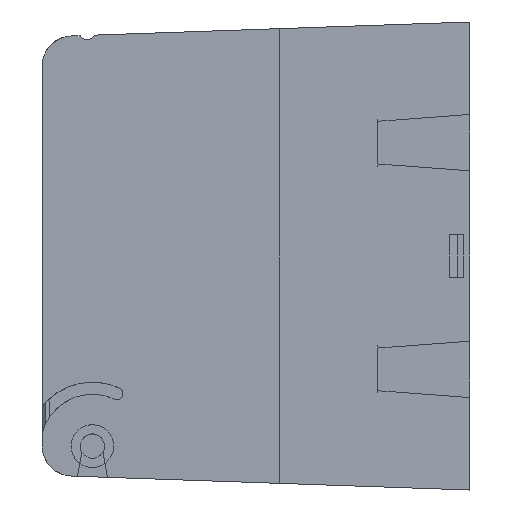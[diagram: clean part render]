
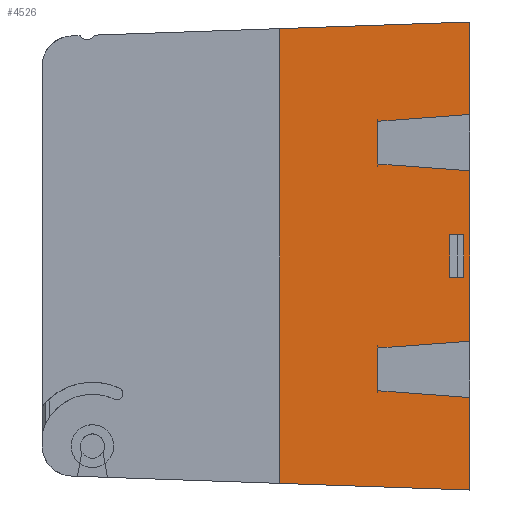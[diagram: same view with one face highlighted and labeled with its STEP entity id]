
A CAD part, left-side view. The second image highlights one B-rep face of the part: STEP entity #4526.
In plain terms, the highlighted planar face has unit normal (1, 0, 0).
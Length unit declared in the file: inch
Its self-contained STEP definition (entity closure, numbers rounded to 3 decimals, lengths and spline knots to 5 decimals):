
#528 = LINE ( 'NONE', #9869, #28628 ) ;
#575 = CARTESIAN_POINT ( 'NONE',  ( -3.255, 0.604, 0.60477 ) ) ;
#610 = EDGE_CURVE ( 'NONE', #35479, #1689, #12636, .T. ) ;
#781 = DIRECTION ( 'NONE',  ( 0., 0., 1. ) ) ;
#915 = LINE ( 'NONE', #43573, #20432 ) ;
#1132 = VERTEX_POINT ( 'NONE', #12395 ) ;
#1689 = VERTEX_POINT ( 'NONE', #29235 ) ;
#2090 = VECTOR ( 'NONE', #30914, 39.37008 ) ;
#2404 = EDGE_CURVE ( 'NONE', #1689, #37170, #2623, .T. ) ;
#2432 = FACE_BOUND ( 'NONE', #6135, .T. ) ;
#2513 = CARTESIAN_POINT ( 'NONE',  ( -3.255, 0., 0.56 ) ) ;
#2623 = LINE ( 'NONE', #12853, #40259 ) ;
#2889 = VECTOR ( 'NONE', #35303, 39.37008 ) ;
#2906 = DIRECTION ( 'NONE',  ( 0., -0.997, 0.074 ) ) ;
#4333 = ORIENTED_EDGE ( 'NONE', *, *, #5188, .F. ) ;
#4476 = LINE ( 'NONE', #31525, #23918 ) ;
#4526 = ADVANCED_FACE ( 'NONE', ( #2432, #40073 ), #27323, .F. ) ;
#4528 = VECTOR ( 'NONE', #14771, 39.37008 ) ;
#4560 = CARTESIAN_POINT ( 'NONE',  ( -3.255, 0.133, -0.5 ) ) ;
#4601 = ORIENTED_EDGE ( 'NONE', *, *, #2404, .F. ) ;
#4677 = VERTEX_POINT ( 'NONE', #22486 ) ;
#4681 = CARTESIAN_POINT ( 'NONE',  ( -3.255, 0.594, -0.14 ) ) ;
#5176 = LINE ( 'NONE', #11608, #22352 ) ;
#5188 = EDGE_CURVE ( 'NONE', #24672, #34710, #5176, .T. ) ;
#5507 = LINE ( 'NONE', #13205, #15267 ) ;
#6135 = EDGE_LOOP ( 'NONE', ( #18905, #24726, #25837, #4601 ) ) ;
#6163 = LINE ( 'NONE', #43622, #24464 ) ;
#6471 = EDGE_CURVE ( 'NONE', #33559, #36787, #6163, .T. ) ;
#7110 = EDGE_CURVE ( 'NONE', #36787, #8023, #5507, .T. ) ;
#7200 = ORIENTED_EDGE ( 'NONE', *, *, #40840, .F. ) ;
#7519 = CARTESIAN_POINT ( 'NONE',  ( -3.255, 0., 1.53756 ) ) ;
#7885 = CARTESIAN_POINT ( 'NONE',  ( -3.255, 0.604, 0.88523 ) ) ;
#8023 = VERTEX_POINT ( 'NONE', #8383 ) ;
#8207 = VECTOR ( 'NONE', #43505, 39.37008 ) ;
#8383 = CARTESIAN_POINT ( 'NONE',  ( -3.255, 0.604, -0.88523 ) ) ;
#8869 = EDGE_LOOP ( 'NONE', ( #8938, #37189, #33449, #13198, #27194, #29417, #4333, #32990, #7200, #27650, #26443, #12103 ) ) ;
#8938 = ORIENTED_EDGE ( 'NONE', *, *, #7110, .F. ) ;
#9869 = CARTESIAN_POINT ( 'NONE',  ( -3.255, 1.25, 3.60036 ) ) ;
#10085 = CARTESIAN_POINT ( 'NONE',  ( -3.255, 0.604, -0.60477 ) ) ;
#11608 = CARTESIAN_POINT ( 'NONE',  ( -3.255, 0.604, 0.88523 ) ) ;
#12103 = ORIENTED_EDGE ( 'NONE', *, *, #22979, .F. ) ;
#12395 = CARTESIAN_POINT ( 'NONE',  ( -3.255, 0.04, -0.14 ) ) ;
#12636 = LINE ( 'NONE', #4560, #2889 ) ;
#12853 = CARTESIAN_POINT ( 'NONE',  ( -3.255, 0.594, 0.14 ) ) ;
#13198 = ORIENTED_EDGE ( 'NONE', *, *, #13839, .F. ) ;
#13205 = CARTESIAN_POINT ( 'NONE',  ( -3.255, 0., -0.93 ) ) ;
#13260 = DIRECTION ( 'NONE',  ( 0., 0.997, 0.074 ) ) ;
#13282 = VERTEX_POINT ( 'NONE', #7519 ) ;
#13809 = EDGE_CURVE ( 'NONE', #4677, #33559, #23969, .T. ) ;
#13824 = DIRECTION ( 'NONE',  ( 0., -0.997, 0.074 ) ) ;
#13839 = EDGE_CURVE ( 'NONE', #47176, #4677, #528, .T. ) ;
#14229 = EDGE_CURVE ( 'NONE', #34710, #13282, #34804, .T. ) ;
#14771 = DIRECTION ( 'NONE',  ( 0., 0., 1. ) ) ;
#15267 = VECTOR ( 'NONE', #13260, 39.37008 ) ;
#15331 = EDGE_CURVE ( 'NONE', #37170, #1132, #4476, .T. ) ;
#16850 = CARTESIAN_POINT ( 'NONE',  ( -3.255, 0., 0.93 ) ) ;
#18905 = ORIENTED_EDGE ( 'NONE', *, *, #610, .F. ) ;
#19240 = CARTESIAN_POINT ( 'NONE',  ( -3.255, 0.604, -0.5 ) ) ;
#20432 = VECTOR ( 'NONE', #21814, 39.37008 ) ;
#20909 = CARTESIAN_POINT ( 'NONE',  ( -3.255, 0.604, -0.60477 ) ) ;
#21090 = DIRECTION ( 'NONE',  ( 0., 0., -1. ) ) ;
#21624 = EDGE_CURVE ( 'NONE', #1132, #35479, #39264, .T. ) ;
#21814 = DIRECTION ( 'NONE',  ( 0., 0., 1. ) ) ;
#21817 = LINE ( 'NONE', #38309, #30363 ) ;
#21865 = CARTESIAN_POINT ( 'NONE',  ( -3.255, 1.25, 1.49391 ) ) ;
#22352 = VECTOR ( 'NONE', #13824, 39.37008 ) ;
#22486 = CARTESIAN_POINT ( 'NONE',  ( -3.255, 1.25, -1.49391 ) ) ;
#22979 = EDGE_CURVE ( 'NONE', #8023, #33634, #24422, .T. ) ;
#23031 = DIRECTION ( 'NONE',  ( 0., 0., 1. ) ) ;
#23918 = VECTOR ( 'NONE', #34995, 39.37008 ) ;
#23969 = LINE ( 'NONE', #28100, #44469 ) ;
#24422 = LINE ( 'NONE', #19240, #34103 ) ;
#24464 = VECTOR ( 'NONE', #45575, 39.37008 ) ;
#24672 = VERTEX_POINT ( 'NONE', #7885 ) ;
#24726 = ORIENTED_EDGE ( 'NONE', *, *, #21624, .F. ) ;
#25837 = ORIENTED_EDGE ( 'NONE', *, *, #15331, .F. ) ;
#26443 = ORIENTED_EDGE ( 'NONE', *, *, #46859, .F. ) ;
#26600 = DIRECTION ( 'NONE',  ( 0., 1., 0. ) ) ;
#26944 = VERTEX_POINT ( 'NONE', #575 ) ;
#27194 = ORIENTED_EDGE ( 'NONE', *, *, #37185, .F. ) ;
#27267 = CARTESIAN_POINT ( 'NONE',  ( -3.255, 0.00349, 1.53744 ) ) ;
#27323 = PLANE ( 'NONE',  #45556 ) ;
#27404 = VECTOR ( 'NONE', #2906, 39.37008 ) ;
#27650 = ORIENTED_EDGE ( 'NONE', *, *, #41459, .F. ) ;
#28100 = CARTESIAN_POINT ( 'NONE',  ( -3.255, 0.00349, -1.53744 ) ) ;
#28628 = VECTOR ( 'NONE', #21090, 39.37008 ) ;
#29235 = CARTESIAN_POINT ( 'NONE',  ( -3.255, 0.133, 0.14 ) ) ;
#29417 = ORIENTED_EDGE ( 'NONE', *, *, #14229, .F. ) ;
#30363 = VECTOR ( 'NONE', #45653, 39.37008 ) ;
#30914 = DIRECTION ( 'NONE',  ( 0., 0.999, -0.035 ) ) ;
#31525 = CARTESIAN_POINT ( 'NONE',  ( -3.255, 0.04, -0.5 ) ) ;
#32714 = CARTESIAN_POINT ( 'NONE',  ( -3.255, 0., 1.4375 ) ) ;
#32990 = ORIENTED_EDGE ( 'NONE', *, *, #37522, .F. ) ;
#33449 = ORIENTED_EDGE ( 'NONE', *, *, #13809, .F. ) ;
#33559 = VERTEX_POINT ( 'NONE', #38843 ) ;
#33634 = VERTEX_POINT ( 'NONE', #20909 ) ;
#34103 = VECTOR ( 'NONE', #23031, 39.37008 ) ;
#34710 = VERTEX_POINT ( 'NONE', #16850 ) ;
#34804 = LINE ( 'NONE', #32714, #4528 ) ;
#34995 = DIRECTION ( 'NONE',  ( 0., 0., -1. ) ) ;
#35303 = DIRECTION ( 'NONE',  ( 0., 0., 1. ) ) ;
#35479 = VERTEX_POINT ( 'NONE', #38393 ) ;
#36119 = LINE ( 'NONE', #39987, #8207 ) ;
#36463 = DIRECTION ( 'NONE',  ( 0., -1., 0. ) ) ;
#36787 = VERTEX_POINT ( 'NONE', #46420 ) ;
#37028 = LINE ( 'NONE', #10085, #27404 ) ;
#37151 = CARTESIAN_POINT ( 'NONE',  ( -3.255, 0.594, -0.5 ) ) ;
#37170 = VERTEX_POINT ( 'NONE', #45369 ) ;
#37185 = EDGE_CURVE ( 'NONE', #13282, #47176, #40887, .T. ) ;
#37189 = ORIENTED_EDGE ( 'NONE', *, *, #6471, .F. ) ;
#37522 = EDGE_CURVE ( 'NONE', #26944, #24672, #915, .T. ) ;
#38122 = VECTOR ( 'NONE', #26600, 39.37008 ) ;
#38309 = CARTESIAN_POINT ( 'NONE',  ( -3.255, 0., 1.4375 ) ) ;
#38393 = CARTESIAN_POINT ( 'NONE',  ( -3.255, 0.133, -0.14 ) ) ;
#38755 = VERTEX_POINT ( 'NONE', #2513 ) ;
#38843 = CARTESIAN_POINT ( 'NONE',  ( -3.255, 0., -1.53756 ) ) ;
#39264 = LINE ( 'NONE', #4681, #38122 ) ;
#39987 = CARTESIAN_POINT ( 'NONE',  ( -3.255, 0., 0.56 ) ) ;
#40073 = FACE_OUTER_BOUND ( 'NONE', #8869, .T. ) ;
#40259 = VECTOR ( 'NONE', #36463, 39.37008 ) ;
#40840 = EDGE_CURVE ( 'NONE', #38755, #26944, #36119, .T. ) ;
#40887 = LINE ( 'NONE', #27267, #2090 ) ;
#41459 = EDGE_CURVE ( 'NONE', #44551, #38755, #21817, .T. ) ;
#42487 = CARTESIAN_POINT ( 'NONE',  ( -3.255, 0., -0.56 ) ) ;
#42529 = DIRECTION ( 'NONE',  ( 0., -0.999, -0.035 ) ) ;
#43505 = DIRECTION ( 'NONE',  ( 0., 0.997, 0.074 ) ) ;
#43573 = CARTESIAN_POINT ( 'NONE',  ( -3.255, 0.604, -0.5 ) ) ;
#43622 = CARTESIAN_POINT ( 'NONE',  ( -3.255, 0., 1.4375 ) ) ;
#44469 = VECTOR ( 'NONE', #42529, 39.37008 ) ;
#44551 = VERTEX_POINT ( 'NONE', #42487 ) ;
#45369 = CARTESIAN_POINT ( 'NONE',  ( -3.255, 0.04, 0.14 ) ) ;
#45556 = AXIS2_PLACEMENT_3D ( 'NONE', #37151, #45743, #781 ) ;
#45575 = DIRECTION ( 'NONE',  ( 0., 0., 1. ) ) ;
#45653 = DIRECTION ( 'NONE',  ( 0., 0., 1. ) ) ;
#45743 = DIRECTION ( 'NONE',  ( -1., 0., 0. ) ) ;
#46420 = CARTESIAN_POINT ( 'NONE',  ( -3.255, 0., -0.93 ) ) ;
#46859 = EDGE_CURVE ( 'NONE', #33634, #44551, #37028, .T. ) ;
#47176 = VERTEX_POINT ( 'NONE', #21865 ) ;
